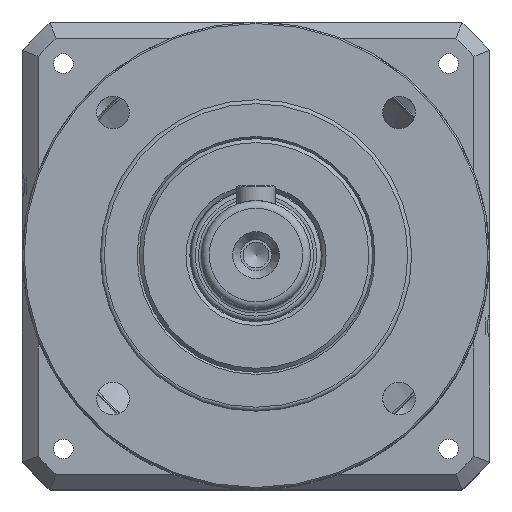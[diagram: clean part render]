
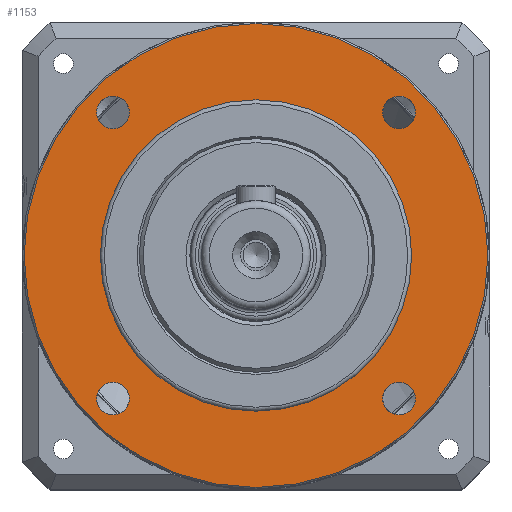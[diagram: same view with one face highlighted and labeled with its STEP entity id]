
A CAD part, top view. The second image highlights one B-rep face of the part: STEP entity #1153.
In plain terms, the highlighted planar face has unit normal (0, 0, 1).
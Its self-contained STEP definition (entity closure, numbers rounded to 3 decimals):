
#495=CARTESIAN_POINT('',(-29.8,0.0,-3.0));
#496=VERTEX_POINT('',#495);
#497=CARTESIAN_POINT('',(0.0,0.0,-3.0));
#498=DIRECTION('',(0.0,0.0,1.0));
#499=DIRECTION('',(-1.0,0.0,0.0));
#500=AXIS2_PLACEMENT_3D('',#497,#498,#499);
#501=CIRCLE('',#500,29.8);
#502=EDGE_CURVE('',#496,#496,#501,.T.);
#651=CARTESIAN_POINT('',(20.0,0.0,-3.0));
#652=VERTEX_POINT('',#651);
#653=CARTESIAN_POINT('',(0.0,0.0,-3.0));
#654=DIRECTION('',(0.0,0.0,1.0));
#655=DIRECTION('',(1.0,0.0,0.0));
#656=AXIS2_PLACEMENT_3D('',#653,#654,#655);
#657=CIRCLE('',#656,20.0);
#658=EDGE_CURVE('',#652,#652,#657,.T.);
#764=CARTESIAN_POINT('',(-16.285,18.385,-3.0));
#765=VERTEX_POINT('',#764);
#766=CARTESIAN_POINT('',(-18.385,18.385,-3.0));
#767=DIRECTION('',(0.0,0.0,1.0));
#768=DIRECTION('',(1.0,0.0,0.0));
#769=AXIS2_PLACEMENT_3D('',#766,#767,#768);
#770=CIRCLE('',#769,2.1);
#771=EDGE_CURVE('',#765,#765,#770,.T.);
#799=CARTESIAN_POINT('',(20.485,18.385,-3.0));
#800=VERTEX_POINT('',#799);
#801=CARTESIAN_POINT('',(18.385,18.385,-3.0));
#802=DIRECTION('',(0.0,0.0,1.0));
#803=DIRECTION('',(1.0,0.0,0.0));
#804=AXIS2_PLACEMENT_3D('',#801,#802,#803);
#805=CIRCLE('',#804,2.1);
#806=EDGE_CURVE('',#800,#800,#805,.T.);
#845=CARTESIAN_POINT('',(20.485,-18.385,-3.0));
#846=VERTEX_POINT('',#845);
#847=CARTESIAN_POINT('',(18.385,-18.385,-3.0));
#848=DIRECTION('',(0.0,0.0,1.0));
#849=DIRECTION('',(1.0,0.0,0.0));
#850=AXIS2_PLACEMENT_3D('',#847,#848,#849);
#851=CIRCLE('',#850,2.1);
#852=EDGE_CURVE('',#846,#846,#851,.T.);
#891=CARTESIAN_POINT('',(-16.285,-18.385,-3.0));
#892=VERTEX_POINT('',#891);
#893=CARTESIAN_POINT('',(-18.385,-18.385,-3.0));
#894=DIRECTION('',(0.0,0.0,1.0));
#895=DIRECTION('',(1.0,0.0,0.0));
#896=AXIS2_PLACEMENT_3D('',#893,#894,#895);
#897=CIRCLE('',#896,2.1);
#898=EDGE_CURVE('',#892,#892,#897,.T.);
#1130=CARTESIAN_POINT('',(0.0,20.0,-3.0));
#1131=DIRECTION('',(0.0,0.0,-1.0));
#1132=DIRECTION('',(-1.0,0.0,0.0));
#1133=AXIS2_PLACEMENT_3D('',#1130,#1131,#1132);
#1134=PLANE('',#1133);
#1135=ORIENTED_EDGE('',*,*,#502,.T.);
#1136=EDGE_LOOP('',(#1135));
#1137=FACE_OUTER_BOUND('',#1136,.T.);
#1138=ORIENTED_EDGE('',*,*,#771,.F.);
#1139=EDGE_LOOP('',(#1138));
#1140=FACE_BOUND('',#1139,.T.);
#1141=ORIENTED_EDGE('',*,*,#806,.F.);
#1142=EDGE_LOOP('',(#1141));
#1143=FACE_BOUND('',#1142,.T.);
#1144=ORIENTED_EDGE('',*,*,#852,.F.);
#1145=EDGE_LOOP('',(#1144));
#1146=FACE_BOUND('',#1145,.T.);
#1147=ORIENTED_EDGE('',*,*,#898,.F.);
#1148=EDGE_LOOP('',(#1147));
#1149=FACE_BOUND('',#1148,.T.);
#1150=ORIENTED_EDGE('',*,*,#658,.F.);
#1151=EDGE_LOOP('',(#1150));
#1152=FACE_BOUND('',#1151,.T.);
#1153=ADVANCED_FACE('',(#1137,#1140,#1143,#1146,#1149,#1152),#1134,.F.);
